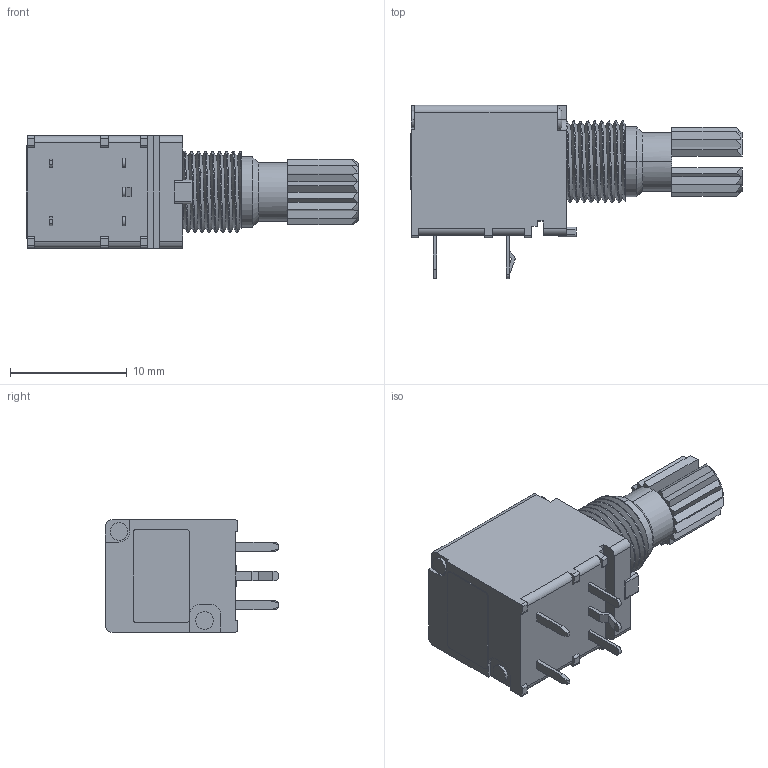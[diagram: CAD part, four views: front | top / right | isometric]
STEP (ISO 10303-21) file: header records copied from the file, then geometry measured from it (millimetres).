
FILE_DESCRIPTION(('STEP AP242'),'1');
FILE_NAME('ptr901-2015k-b103.stp','2021-02-01T08:04:31',('TraceParts'),('TraceParts S.A.'),'Spatial InterOp 3D',' ',' ');
FILE_SCHEMA(('AP242_MANAGED_MODEL_BASED_3D_ENGINEERING_MIM_LF {1 0 10303 442 1 1 4}'));
Length unit declared in the file: millimetre
Products named in the file (1): ptr901-2015k-b103
Bounding box: 28.4 x 14.85 x 9.6 mm (x, y, z)
Volume: 1780.5 mm3; surface area: 1297.7 mm2
Topology: 1 solids, 3 shells, 213 faces, 579 edges, 381 vertices
Faces by surface type: plane 129, cylinder 65, torus 8, bspline 6, cone 4, extrusion 1
Entity records: 8809 total; most frequent: CARTESIAN_POINT 3463, ORIENTED_EDGE 1158, DIRECTION 1041, EDGE_CURVE 579, VERTEX_POINT 381, VECTOR 371, LINE 370, AXIS2_PLACEMENT_3D 335
